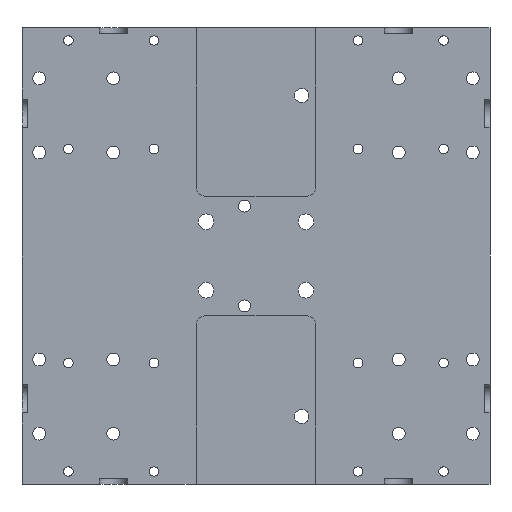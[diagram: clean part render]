
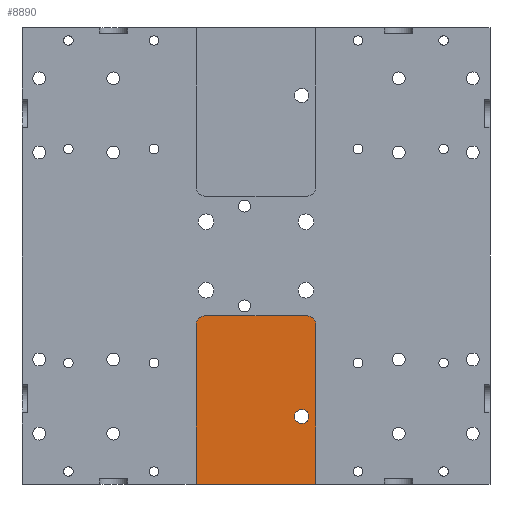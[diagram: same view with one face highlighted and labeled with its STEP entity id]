
A CAD part, front view. The second image highlights one B-rep face of the part: STEP entity #8890.
In plain terms, the highlighted planar face has unit normal (0, -1, 0).
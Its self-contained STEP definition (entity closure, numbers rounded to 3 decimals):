
#100 = PLANE('',#101);
#101 = AXIS2_PLACEMENT_3D('',#102,#103,#104);
#102 = CARTESIAN_POINT('',(-82.,-127.,-160.));
#103 = DIRECTION('',(0.,0.,-1.));
#104 = DIRECTION('',(1.,0.,0.));
#1165 = CYLINDRICAL_SURFACE('',#1166,2.5);
#1166 = AXIS2_PLACEMENT_3D('',#1167,#1168,#1169);
#1167 = CARTESIAN_POINT('',(16.,-109.,-136.25));
#1168 = DIRECTION('',(0.,1.,0.));
#1169 = DIRECTION('',(1.,0.,0.));
#2613 = VERTEX_POINT('',#2614);
#2614 = CARTESIAN_POINT('',(21.,-124.,-160.));
#2628 = PLANE('',#2629);
#2629 = AXIS2_PLACEMENT_3D('',#2630,#2631,#2632);
#2630 = CARTESIAN_POINT('',(21.,-127.,-168.));
#2631 = DIRECTION('',(1.,0.,0.));
#2632 = DIRECTION('',(0.,0.,1.));
#2640 = EDGE_CURVE('',#2641,#2613,#2643,.T.);
#2641 = VERTEX_POINT('',#2642);
#2642 = CARTESIAN_POINT('',(-21.,-124.,-160.));
#2643 = SURFACE_CURVE('',#2644,(#2648,#2655),.PCURVE_S1.);
#2644 = LINE('',#2645,#2646);
#2645 = CARTESIAN_POINT('',(-41.,-124.,-160.));
#2646 = VECTOR('',#2647,1.);
#2647 = DIRECTION('',(1.,0.,0.));
#2648 = PCURVE('',#100,#2649);
#2649 = DEFINITIONAL_REPRESENTATION('',(#2650),#2654);
#2650 = LINE('',#2651,#2652);
#2651 = CARTESIAN_POINT('',(41.,-3.));
#2652 = VECTOR('',#2653,1.);
#2653 = DIRECTION('',(1.,0.));
#2654 = ( GEOMETRIC_REPRESENTATION_CONTEXT(2) 
PARAMETRIC_REPRESENTATION_CONTEXT() REPRESENTATION_CONTEXT('2D SPACE',''
  ) );
#2655 = PCURVE('',#2656,#2661);
#2656 = PLANE('',#2657);
#2657 = AXIS2_PLACEMENT_3D('',#2658,#2659,#2660);
#2658 = CARTESIAN_POINT('',(0.,-124.,-80.));
#2659 = DIRECTION('',(0.,1.,0.));
#2660 = DIRECTION('',(0.,0.,1.));
#2661 = DEFINITIONAL_REPRESENTATION('',(#2662),#2666);
#2662 = LINE('',#2663,#2664);
#2663 = CARTESIAN_POINT('',(-80.,-41.));
#2664 = VECTOR('',#2665,1.);
#2665 = DIRECTION('',(0.,1.));
#2666 = ( GEOMETRIC_REPRESENTATION_CONTEXT(2) 
PARAMETRIC_REPRESENTATION_CONTEXT() REPRESENTATION_CONTEXT('2D SPACE',''
  ) );
#2684 = PLANE('',#2685);
#2685 = AXIS2_PLACEMENT_3D('',#2686,#2687,#2688);
#2686 = CARTESIAN_POINT('',(-21.,-127.,-104.));
#2687 = DIRECTION('',(-1.,0.,-0.));
#2688 = DIRECTION('',(0.,0.,-1.));
#5276 = VERTEX_POINT('',#5277);
#5277 = CARTESIAN_POINT('',(18.5,-124.,-136.25));
#5300 = EDGE_CURVE('',#5276,#5276,#5301,.T.);
#5301 = SURFACE_CURVE('',#5302,(#5307,#5314),.PCURVE_S1.);
#5302 = CIRCLE('',#5303,2.5);
#5303 = AXIS2_PLACEMENT_3D('',#5304,#5305,#5306);
#5304 = CARTESIAN_POINT('',(16.,-124.,-136.25));
#5305 = DIRECTION('',(0.,1.,0.));
#5306 = DIRECTION('',(1.,0.,0.));
#5307 = PCURVE('',#1165,#5308);
#5308 = DEFINITIONAL_REPRESENTATION('',(#5309),#5313);
#5309 = LINE('',#5310,#5311);
#5310 = CARTESIAN_POINT('',(0.,-15.));
#5311 = VECTOR('',#5312,1.);
#5312 = DIRECTION('',(1.,0.));
#5313 = ( GEOMETRIC_REPRESENTATION_CONTEXT(2) 
PARAMETRIC_REPRESENTATION_CONTEXT() REPRESENTATION_CONTEXT('2D SPACE',''
  ) );
#5314 = PCURVE('',#2656,#5315);
#5315 = DEFINITIONAL_REPRESENTATION('',(#5316),#5320);
#5316 = CIRCLE('',#5317,2.5);
#5317 = AXIS2_PLACEMENT_2D('',#5318,#5319);
#5318 = CARTESIAN_POINT('',(-56.25,16.));
#5319 = DIRECTION('',(0.,1.));
#5320 = ( GEOMETRIC_REPRESENTATION_CONTEXT(2) 
PARAMETRIC_REPRESENTATION_CONTEXT() REPRESENTATION_CONTEXT('2D SPACE',''
  ) );
#6374 = CYLINDRICAL_SURFACE('',#6375,3.);
#6375 = AXIS2_PLACEMENT_3D('',#6376,#6377,#6378);
#6376 = CARTESIAN_POINT('',(18.,-127.,-104.));
#6377 = DIRECTION('',(0.,-1.,0.));
#6378 = DIRECTION('',(1.,0.,0.));
#6402 = PLANE('',#6403);
#6403 = AXIS2_PLACEMENT_3D('',#6404,#6405,#6406);
#6404 = CARTESIAN_POINT('',(18.,-127.,-101.));
#6405 = DIRECTION('',(0.,0.,1.));
#6406 = DIRECTION('',(-1.,0.,0.));
#6435 = CYLINDRICAL_SURFACE('',#6436,3.);
#6436 = AXIS2_PLACEMENT_3D('',#6437,#6438,#6439);
#6437 = CARTESIAN_POINT('',(-18.,-127.,-104.));
#6438 = DIRECTION('',(0.,-1.,0.));
#6439 = DIRECTION('',(1.,0.,0.));
#8847 = VERTEX_POINT('',#8848);
#8848 = CARTESIAN_POINT('',(-21.,-124.,-104.));
#8869 = EDGE_CURVE('',#8847,#2641,#8870,.T.);
#8870 = SURFACE_CURVE('',#8871,(#8875,#8882),.PCURVE_S1.);
#8871 = LINE('',#8872,#8873);
#8872 = CARTESIAN_POINT('',(-21.,-124.,-104.));
#8873 = VECTOR('',#8874,1.);
#8874 = DIRECTION('',(0.,0.,-1.));
#8875 = PCURVE('',#2684,#8876);
#8876 = DEFINITIONAL_REPRESENTATION('',(#8877),#8881);
#8877 = LINE('',#8878,#8879);
#8878 = CARTESIAN_POINT('',(0.,-3.));
#8879 = VECTOR('',#8880,1.);
#8880 = DIRECTION('',(1.,0.));
#8881 = ( GEOMETRIC_REPRESENTATION_CONTEXT(2) 
PARAMETRIC_REPRESENTATION_CONTEXT() REPRESENTATION_CONTEXT('2D SPACE',''
  ) );
#8882 = PCURVE('',#2656,#8883);
#8883 = DEFINITIONAL_REPRESENTATION('',(#8884),#8888);
#8884 = LINE('',#8885,#8886);
#8885 = CARTESIAN_POINT('',(-24.,-21.));
#8886 = VECTOR('',#8887,1.);
#8887 = DIRECTION('',(-1.,0.));
#8888 = ( GEOMETRIC_REPRESENTATION_CONTEXT(2) 
PARAMETRIC_REPRESENTATION_CONTEXT() REPRESENTATION_CONTEXT('2D SPACE',''
  ) );
#8890 = ADVANCED_FACE('',(#8891,#8995),#2656,.F.);
#8891 = FACE_BOUND('',#8892,.F.);
#8892 = EDGE_LOOP('',(#8893,#8894,#8895,#8923,#8946,#8974));
#8893 = ORIENTED_EDGE('',*,*,#2640,.F.);
#8894 = ORIENTED_EDGE('',*,*,#8869,.F.);
#8895 = ORIENTED_EDGE('',*,*,#8896,.F.);
#8896 = EDGE_CURVE('',#8897,#8847,#8899,.T.);
#8897 = VERTEX_POINT('',#8898);
#8898 = CARTESIAN_POINT('',(-18.,-124.,-101.));
#8899 = SURFACE_CURVE('',#8900,(#8905,#8916),.PCURVE_S1.);
#8900 = CIRCLE('',#8901,3.);
#8901 = AXIS2_PLACEMENT_3D('',#8902,#8903,#8904);
#8902 = CARTESIAN_POINT('',(-18.,-124.,-104.));
#8903 = DIRECTION('',(0.,-1.,0.));
#8904 = DIRECTION('',(1.,0.,0.));
#8905 = PCURVE('',#2656,#8906);
#8906 = DEFINITIONAL_REPRESENTATION('',(#8907),#8915);
#8907 = ( BOUNDED_CURVE() B_SPLINE_CURVE(2,(#8908,#8909,#8910,#8911,
#8912,#8913,#8914),.UNSPECIFIED.,.T.,.F.) B_SPLINE_CURVE_WITH_KNOTS((1,2
    ,2,2,2,1),(-2.094,0.,2.094,4.189,
6.283,8.378),.UNSPECIFIED.) CURVE() 
GEOMETRIC_REPRESENTATION_ITEM() RATIONAL_B_SPLINE_CURVE((1.,0.5,1.,0.5,
1.,0.5,1.)) REPRESENTATION_ITEM('') );
#8908 = CARTESIAN_POINT('',(-24.,-15.));
#8909 = CARTESIAN_POINT('',(-18.804,-15.));
#8910 = CARTESIAN_POINT('',(-21.402,-19.5));
#8911 = CARTESIAN_POINT('',(-24.,-24.));
#8912 = CARTESIAN_POINT('',(-26.598,-19.5));
#8913 = CARTESIAN_POINT('',(-29.196,-15.));
#8914 = CARTESIAN_POINT('',(-24.,-15.));
#8915 = ( GEOMETRIC_REPRESENTATION_CONTEXT(2) 
PARAMETRIC_REPRESENTATION_CONTEXT() REPRESENTATION_CONTEXT('2D SPACE',''
  ) );
#8916 = PCURVE('',#6435,#8917);
#8917 = DEFINITIONAL_REPRESENTATION('',(#8918),#8922);
#8918 = LINE('',#8919,#8920);
#8919 = CARTESIAN_POINT('',(0.,-3.));
#8920 = VECTOR('',#8921,1.);
#8921 = DIRECTION('',(1.,0.));
#8922 = ( GEOMETRIC_REPRESENTATION_CONTEXT(2) 
PARAMETRIC_REPRESENTATION_CONTEXT() REPRESENTATION_CONTEXT('2D SPACE',''
  ) );
#8923 = ORIENTED_EDGE('',*,*,#8924,.F.);
#8924 = EDGE_CURVE('',#8925,#8897,#8927,.T.);
#8925 = VERTEX_POINT('',#8926);
#8926 = CARTESIAN_POINT('',(18.,-124.,-101.));
#8927 = SURFACE_CURVE('',#8928,(#8932,#8939),.PCURVE_S1.);
#8928 = LINE('',#8929,#8930);
#8929 = CARTESIAN_POINT('',(18.,-124.,-101.));
#8930 = VECTOR('',#8931,1.);
#8931 = DIRECTION('',(-1.,0.,0.));
#8932 = PCURVE('',#2656,#8933);
#8933 = DEFINITIONAL_REPRESENTATION('',(#8934),#8938);
#8934 = LINE('',#8935,#8936);
#8935 = CARTESIAN_POINT('',(-21.,18.));
#8936 = VECTOR('',#8937,1.);
#8937 = DIRECTION('',(0.,-1.));
#8938 = ( GEOMETRIC_REPRESENTATION_CONTEXT(2) 
PARAMETRIC_REPRESENTATION_CONTEXT() REPRESENTATION_CONTEXT('2D SPACE',''
  ) );
#8939 = PCURVE('',#6402,#8940);
#8940 = DEFINITIONAL_REPRESENTATION('',(#8941),#8945);
#8941 = LINE('',#8942,#8943);
#8942 = CARTESIAN_POINT('',(0.,-3.));
#8943 = VECTOR('',#8944,1.);
#8944 = DIRECTION('',(1.,0.));
#8945 = ( GEOMETRIC_REPRESENTATION_CONTEXT(2) 
PARAMETRIC_REPRESENTATION_CONTEXT() REPRESENTATION_CONTEXT('2D SPACE',''
  ) );
#8946 = ORIENTED_EDGE('',*,*,#8947,.F.);
#8947 = EDGE_CURVE('',#8948,#8925,#8950,.T.);
#8948 = VERTEX_POINT('',#8949);
#8949 = CARTESIAN_POINT('',(21.,-124.,-104.));
#8950 = SURFACE_CURVE('',#8951,(#8956,#8967),.PCURVE_S1.);
#8951 = CIRCLE('',#8952,3.);
#8952 = AXIS2_PLACEMENT_3D('',#8953,#8954,#8955);
#8953 = CARTESIAN_POINT('',(18.,-124.,-104.));
#8954 = DIRECTION('',(0.,-1.,0.));
#8955 = DIRECTION('',(1.,0.,0.));
#8956 = PCURVE('',#2656,#8957);
#8957 = DEFINITIONAL_REPRESENTATION('',(#8958),#8966);
#8958 = ( BOUNDED_CURVE() B_SPLINE_CURVE(2,(#8959,#8960,#8961,#8962,
#8963,#8964,#8965),.UNSPECIFIED.,.T.,.F.) B_SPLINE_CURVE_WITH_KNOTS((1,2
    ,2,2,2,1),(-2.094,0.,2.094,4.189,
6.283,8.378),.UNSPECIFIED.) CURVE() 
GEOMETRIC_REPRESENTATION_ITEM() RATIONAL_B_SPLINE_CURVE((1.,0.5,1.,0.5,
1.,0.5,1.)) REPRESENTATION_ITEM('') );
#8959 = CARTESIAN_POINT('',(-24.,21.));
#8960 = CARTESIAN_POINT('',(-18.804,21.));
#8961 = CARTESIAN_POINT('',(-21.402,16.5));
#8962 = CARTESIAN_POINT('',(-24.,12.));
#8963 = CARTESIAN_POINT('',(-26.598,16.5));
#8964 = CARTESIAN_POINT('',(-29.196,21.));
#8965 = CARTESIAN_POINT('',(-24.,21.));
#8966 = ( GEOMETRIC_REPRESENTATION_CONTEXT(2) 
PARAMETRIC_REPRESENTATION_CONTEXT() REPRESENTATION_CONTEXT('2D SPACE',''
  ) );
#8967 = PCURVE('',#6374,#8968);
#8968 = DEFINITIONAL_REPRESENTATION('',(#8969),#8973);
#8969 = LINE('',#8970,#8971);
#8970 = CARTESIAN_POINT('',(0.,-3.));
#8971 = VECTOR('',#8972,1.);
#8972 = DIRECTION('',(1.,0.));
#8973 = ( GEOMETRIC_REPRESENTATION_CONTEXT(2) 
PARAMETRIC_REPRESENTATION_CONTEXT() REPRESENTATION_CONTEXT('2D SPACE',''
  ) );
#8974 = ORIENTED_EDGE('',*,*,#8975,.F.);
#8975 = EDGE_CURVE('',#2613,#8948,#8976,.T.);
#8976 = SURFACE_CURVE('',#8977,(#8981,#8988),.PCURVE_S1.);
#8977 = LINE('',#8978,#8979);
#8978 = CARTESIAN_POINT('',(21.,-124.,-168.));
#8979 = VECTOR('',#8980,1.);
#8980 = DIRECTION('',(0.,0.,1.));
#8981 = PCURVE('',#2656,#8982);
#8982 = DEFINITIONAL_REPRESENTATION('',(#8983),#8987);
#8983 = LINE('',#8984,#8985);
#8984 = CARTESIAN_POINT('',(-88.,21.));
#8985 = VECTOR('',#8986,1.);
#8986 = DIRECTION('',(1.,0.));
#8987 = ( GEOMETRIC_REPRESENTATION_CONTEXT(2) 
PARAMETRIC_REPRESENTATION_CONTEXT() REPRESENTATION_CONTEXT('2D SPACE',''
  ) );
#8988 = PCURVE('',#2628,#8989);
#8989 = DEFINITIONAL_REPRESENTATION('',(#8990),#8994);
#8990 = LINE('',#8991,#8992);
#8991 = CARTESIAN_POINT('',(0.,-3.));
#8992 = VECTOR('',#8993,1.);
#8993 = DIRECTION('',(1.,0.));
#8994 = ( GEOMETRIC_REPRESENTATION_CONTEXT(2) 
PARAMETRIC_REPRESENTATION_CONTEXT() REPRESENTATION_CONTEXT('2D SPACE',''
  ) );
#8995 = FACE_BOUND('',#8996,.F.);
#8996 = EDGE_LOOP('',(#8997));
#8997 = ORIENTED_EDGE('',*,*,#5300,.F.);
